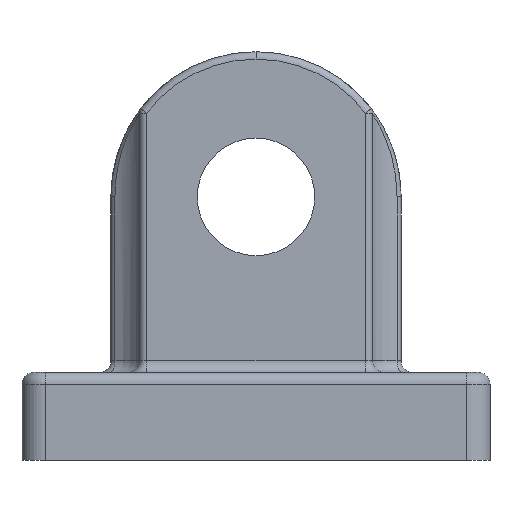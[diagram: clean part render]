
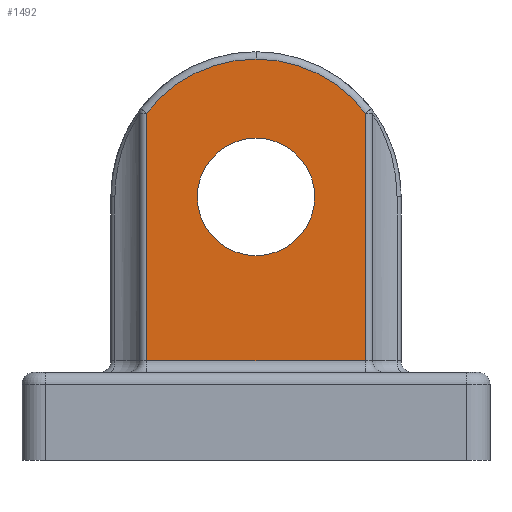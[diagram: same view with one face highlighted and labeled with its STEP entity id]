
A CAD part, left-side view. The second image highlights one B-rep face of the part: STEP entity #1492.
In plain terms, the highlighted planar face has unit normal (-1, 0, 0).
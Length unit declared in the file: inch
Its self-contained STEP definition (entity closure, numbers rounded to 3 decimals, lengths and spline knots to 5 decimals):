
#73 = CARTESIAN_POINT ( 'NONE',  ( -0.88, 0., 0.425 ) ) ;
#100 = CARTESIAN_POINT ( 'NONE',  ( -0.88, 0., 0.874 ) ) ;
#195 = EDGE_CURVE ( 'NONE', #2121, #2867, #1855, .T. ) ;
#212 = DIRECTION ( 'NONE',  ( 0., 0., -1. ) ) ;
#267 = VERTEX_POINT ( 'NONE', #936 ) ;
#279 = CARTESIAN_POINT ( 'NONE',  ( -0.88, 0., 1.376 ) ) ;
#304 = CARTESIAN_POINT ( 'NONE',  ( -0.88, 0., 1.125 ) ) ;
#316 = VECTOR ( 'NONE', #2718, 39.37008 ) ;
#320 = DIRECTION ( 'NONE',  ( 0., 0., 1. ) ) ;
#327 = CIRCLE ( 'NONE', #2122, 0.251 ) ;
#487 = ORIENTED_EDGE ( 'NONE', *, *, #2048, .T. ) ;
#489 = DIRECTION ( 'NONE',  ( 0., 0., -1. ) ) ;
#509 = VERTEX_POINT ( 'NONE', #100 ) ;
#630 = DIRECTION ( 'NONE',  ( 1., 0., 0. ) ) ;
#748 = CIRCLE ( 'NONE', #1734, 0.251 ) ;
#758 = EDGE_LOOP ( 'NONE', ( #2543, #2333, #3350, #2293, #1063 ) ) ;
#765 = CARTESIAN_POINT ( 'NONE',  ( -0.88, 0.46759, 1.48275 ) ) ;
#860 = CARTESIAN_POINT ( 'NONE',  ( -0.88, -0.46759, 1.125 ) ) ;
#879 = CARTESIAN_POINT ( 'NONE',  ( -0.88, 0., 1.125 ) ) ;
#926 = AXIS2_PLACEMENT_3D ( 'NONE', #1238, #2802, #3328 ) ;
#936 = CARTESIAN_POINT ( 'NONE',  ( -0.88, 0.46759, 0.425 ) ) ;
#1021 = DIRECTION ( 'NONE',  ( 1., 0., 0. ) ) ;
#1034 = AXIS2_PLACEMENT_3D ( 'NONE', #304, #2960, #3228 ) ;
#1063 = ORIENTED_EDGE ( 'NONE', *, *, #3275, .T. ) ;
#1076 = CARTESIAN_POINT ( 'NONE',  ( -0.88, 0., 1.125 ) ) ;
#1134 = AXIS2_PLACEMENT_3D ( 'NONE', #1076, #2917, #1353 ) ;
#1238 = CARTESIAN_POINT ( 'NONE',  ( -0.88, 0., 1.125 ) ) ;
#1263 = VECTOR ( 'NONE', #212, 39.37008 ) ;
#1291 = CIRCLE ( 'NONE', #1134, 0.58875 ) ;
#1353 = DIRECTION ( 'NONE',  ( 0., 0., 1. ) ) ;
#1361 = ORIENTED_EDGE ( 'NONE', *, *, #1876, .T. ) ;
#1436 = DIRECTION ( 'NONE',  ( 0., 0., -1. ) ) ;
#1492 = ADVANCED_FACE ( 'NONE', ( #2227, #1532 ), #2560, .T. ) ;
#1532 = FACE_OUTER_BOUND ( 'NONE', #758, .T. ) ;
#1544 = VERTEX_POINT ( 'NONE', #279 ) ;
#1734 = AXIS2_PLACEMENT_3D ( 'NONE', #879, #630, #1436 ) ;
#1809 = CARTESIAN_POINT ( 'NONE',  ( -0.88, 0., 1.71375 ) ) ;
#1855 = CIRCLE ( 'NONE', #1034, 0.58875 ) ;
#1876 = EDGE_CURVE ( 'NONE', #1544, #509, #327, .T. ) ;
#2048 = EDGE_CURVE ( 'NONE', #509, #1544, #748, .T. ) ;
#2080 = EDGE_LOOP ( 'NONE', ( #487, #1361 ) ) ;
#2121 = VERTEX_POINT ( 'NONE', #3325 ) ;
#2122 = AXIS2_PLACEMENT_3D ( 'NONE', #3411, #1021, #489 ) ;
#2182 = EDGE_CURVE ( 'NONE', #2202, #267, #3458, .T. ) ;
#2202 = VERTEX_POINT ( 'NONE', #765 ) ;
#2227 = FACE_BOUND ( 'NONE', #2080, .T. ) ;
#2293 = ORIENTED_EDGE ( 'NONE', *, *, #195, .T. ) ;
#2333 = ORIENTED_EDGE ( 'NONE', *, *, #2696, .T. ) ;
#2447 = CARTESIAN_POINT ( 'NONE',  ( -0.88, -0.46759, 0.425 ) ) ;
#2543 = ORIENTED_EDGE ( 'NONE', *, *, #2182, .T. ) ;
#2560 = PLANE ( 'NONE',  #926 ) ;
#2618 = VERTEX_POINT ( 'NONE', #2447 ) ;
#2696 = EDGE_CURVE ( 'NONE', #267, #2618, #2970, .T. ) ;
#2718 = DIRECTION ( 'NONE',  ( 0., -1., 0. ) ) ;
#2800 = LINE ( 'NONE', #860, #3188 ) ;
#2802 = DIRECTION ( 'NONE',  ( -1., 0., 0. ) ) ;
#2857 = CARTESIAN_POINT ( 'NONE',  ( -0.88, 0.46759, 1.125 ) ) ;
#2867 = VERTEX_POINT ( 'NONE', #1809 ) ;
#2917 = DIRECTION ( 'NONE',  ( -1., 0., 0. ) ) ;
#2960 = DIRECTION ( 'NONE',  ( -1., 0., 0. ) ) ;
#2970 = LINE ( 'NONE', #73, #316 ) ;
#3188 = VECTOR ( 'NONE', #320, 39.37008 ) ;
#3228 = DIRECTION ( 'NONE',  ( 0., 0., 1. ) ) ;
#3275 = EDGE_CURVE ( 'NONE', #2867, #2202, #1291, .T. ) ;
#3315 = EDGE_CURVE ( 'NONE', #2618, #2121, #2800, .T. ) ;
#3325 = CARTESIAN_POINT ( 'NONE',  ( -0.88, -0.46759, 1.48275 ) ) ;
#3328 = DIRECTION ( 'NONE',  ( 0., 0., -1. ) ) ;
#3350 = ORIENTED_EDGE ( 'NONE', *, *, #3315, .T. ) ;
#3411 = CARTESIAN_POINT ( 'NONE',  ( -0.88, 0., 1.125 ) ) ;
#3458 = LINE ( 'NONE', #2857, #1263 ) ;
